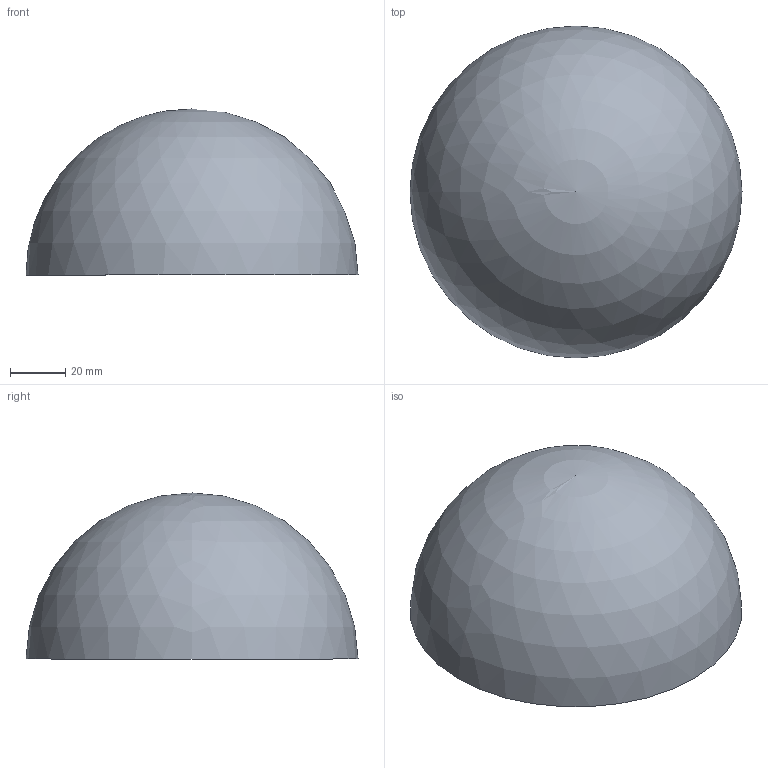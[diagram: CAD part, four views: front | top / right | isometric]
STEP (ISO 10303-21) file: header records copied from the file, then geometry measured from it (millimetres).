
FILE_DESCRIPTION (( 'STEP AP203' ), '1' );
FILE_NAME ('620120-VA.step', '2020-07-15T11:52:07', ( '' ), ( '' ), 'SwSTEP 2.0', 'SolidWorks 2018', '' );
FILE_SCHEMA (( 'CONFIG_CONTROL_DESIGN' ));
Length unit declared in the file: millimetre
Products named in the file (1): 620120-VA
Bounding box: 120 x 120 x 60 mm (x, y, z)
Volume: 43747.6 mm3; surface area: 44501.9 mm2
Topology: 1 solids, 1 shells, 211 faces, 560 edges, 374 vertices
Faces by surface type: plane 98, bspline 87, sphere 26
Entity records: 10383 total; most frequent: CARTESIAN_POINT 5475, ORIENTED_EDGE 1112, DIRECTION 830, EDGE_CURVE 556, VERTEX_POINT 372, AXIS2_PLACEMENT_3D 323, EDGE_LOOP 236, ADVANCED_FACE 211
